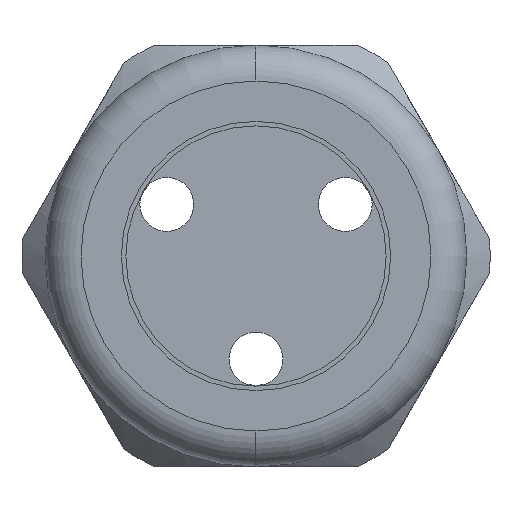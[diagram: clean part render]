
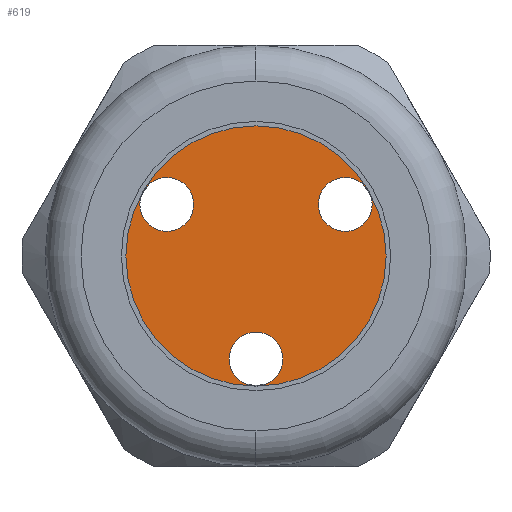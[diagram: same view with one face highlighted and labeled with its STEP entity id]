
A CAD part, left-side view. The second image highlights one B-rep face of the part: STEP entity #619.
In plain terms, the highlighted planar face has unit normal (-1, 0, 0).
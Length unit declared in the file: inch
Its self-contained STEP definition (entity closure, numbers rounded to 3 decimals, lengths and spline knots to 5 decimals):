
#582 = ORIENTED_EDGE ( 'NONE', *, *, #713, .F. ) ;
#583 = EDGE_LOOP ( 'NONE', ( #584, #640 ) ) ;
#584 = ORIENTED_EDGE ( 'NONE', *, *, #639, .F. ) ;
#585 = ORIENTED_EDGE ( 'NONE', *, *, #586, .F. ) ;
#586 = EDGE_CURVE ( 'NONE', #758, #712, #1994, .T. ) ;
#587 = ORIENTED_EDGE ( 'NONE', *, *, #757, .F. ) ;
#588 = EDGE_LOOP ( 'NONE', ( #589, #623 ) ) ;
#589 = ORIENTED_EDGE ( 'NONE', *, *, #630, .T. ) ;
#619 = ADVANCED_FACE ( 'NONE', ( #2013, #2012, #2011, #2010 ), #2076, .T. ) ;
#620 = EDGE_LOOP ( 'NONE', ( #621, #582 ) ) ;
#621 = ORIENTED_EDGE ( 'NONE', *, *, #622, .F. ) ;
#622 = EDGE_CURVE ( 'NONE', #714, #719, #2071, .T. ) ;
#623 = ORIENTED_EDGE ( 'NONE', *, *, #658, .T. ) ;
#630 = EDGE_CURVE ( 'NONE', #660, #659, #2064, .T. ) ;
#639 = EDGE_CURVE ( 'NONE', #704, #695, #2102, .T. ) ;
#640 = ORIENTED_EDGE ( 'NONE', *, *, #686, .F. ) ;
#641 = EDGE_LOOP ( 'NONE', ( #585, #587 ) ) ;
#658 = EDGE_CURVE ( 'NONE', #659, #660, #2131, .T. ) ;
#659 = VERTEX_POINT ( 'NONE', #2122 ) ;
#660 = VERTEX_POINT ( 'NONE', #2121 ) ;
#686 = EDGE_CURVE ( 'NONE', #695, #704, #2196, .T. ) ;
#695 = VERTEX_POINT ( 'NONE', #2175 ) ;
#704 = VERTEX_POINT ( 'NONE', #2229 ) ;
#712 = VERTEX_POINT ( 'NONE', #2218 ) ;
#713 = EDGE_CURVE ( 'NONE', #719, #714, #2217, .T. ) ;
#714 = VERTEX_POINT ( 'NONE', #2212 ) ;
#719 = VERTEX_POINT ( 'NONE', #2272 ) ;
#757 = EDGE_CURVE ( 'NONE', #712, #758, #2337, .T. ) ;
#758 = VERTEX_POINT ( 'NONE', #2328 ) ;
#1991 = DIRECTION ( 'NONE',  ( 0., 0., 1. ) ) ;
#1992 = DIRECTION ( 'NONE',  ( -1., 0., 0. ) ) ;
#1993 = AXIS2_PLACEMENT_3D ( 'NONE', #1998, #1992, #1991 ) ;
#1994 = CIRCLE ( 'NONE', #1993, 0.06 ) ;
#1998 = CARTESIAN_POINT ( 'NONE',  ( -1.35, 0., -0.22976 ) ) ;
#2010 = FACE_OUTER_BOUND ( 'NONE', #588, .T. ) ;
#2011 = FACE_BOUND ( 'NONE', #641, .T. ) ;
#2012 = FACE_BOUND ( 'NONE', #583, .T. ) ;
#2013 = FACE_BOUND ( 'NONE', #620, .T. ) ;
#2056 = DIRECTION ( 'NONE',  ( 0., 0., 1. ) ) ;
#2057 = DIRECTION ( 'NONE',  ( -1., 0., 0. ) ) ;
#2058 = CARTESIAN_POINT ( 'NONE',  ( -1.35, 0., 0. ) ) ;
#2059 = AXIS2_PLACEMENT_3D ( 'NONE', #2058, #2057, #2056 ) ;
#2064 = CIRCLE ( 'NONE', #2059, 0.29 ) ;
#2068 = DIRECTION ( 'NONE',  ( 0., -0.866, -0.5 ) ) ;
#2069 = DIRECTION ( 'NONE',  ( -1., 0., 0. ) ) ;
#2070 = AXIS2_PLACEMENT_3D ( 'NONE', #2077, #2069, #2068 ) ;
#2071 = CIRCLE ( 'NONE', #2070, 0.06 ) ;
#2072 = DIRECTION ( 'NONE',  ( 0., 0., 1. ) ) ;
#2073 = DIRECTION ( 'NONE',  ( -1., 0., 0. ) ) ;
#2074 = CARTESIAN_POINT ( 'NONE',  ( -1.35, 0., 0. ) ) ;
#2075 = AXIS2_PLACEMENT_3D ( 'NONE', #2074, #2073, #2072 ) ;
#2076 = PLANE ( 'NONE',  #2075 ) ;
#2077 = CARTESIAN_POINT ( 'NONE',  ( -1.35, 0.19898, 0.11488 ) ) ;
#2098 = DIRECTION ( 'NONE',  ( 0., 0.866, -0.5 ) ) ;
#2099 = DIRECTION ( 'NONE',  ( -1., 0., 0. ) ) ;
#2100 = CARTESIAN_POINT ( 'NONE',  ( -1.35, -0.19898, 0.11488 ) ) ;
#2101 = AXIS2_PLACEMENT_3D ( 'NONE', #2100, #2099, #2098 ) ;
#2102 = CIRCLE ( 'NONE', #2101, 0.06 ) ;
#2121 = CARTESIAN_POINT ( 'NONE',  ( -1.35, 0., 0.29 ) ) ;
#2122 = CARTESIAN_POINT ( 'NONE',  ( -1.35, 0., -0.29 ) ) ;
#2123 = DIRECTION ( 'NONE',  ( 0., 0., 1. ) ) ;
#2124 = DIRECTION ( 'NONE',  ( -1., 0., 0. ) ) ;
#2125 = CARTESIAN_POINT ( 'NONE',  ( -1.35, 0., 0. ) ) ;
#2126 = AXIS2_PLACEMENT_3D ( 'NONE', #2125, #2124, #2123 ) ;
#2131 = CIRCLE ( 'NONE', #2126, 0.29 ) ;
#2175 = CARTESIAN_POINT ( 'NONE',  ( -1.35, -0.19898, 0.05488 ) ) ;
#2192 = DIRECTION ( 'NONE',  ( 0., 0.866, -0.5 ) ) ;
#2193 = DIRECTION ( 'NONE',  ( -1., 0., 0. ) ) ;
#2194 = CARTESIAN_POINT ( 'NONE',  ( -1.35, -0.19898, 0.11488 ) ) ;
#2195 = AXIS2_PLACEMENT_3D ( 'NONE', #2194, #2193, #2192 ) ;
#2196 = CIRCLE ( 'NONE', #2195, 0.06 ) ;
#2212 = CARTESIAN_POINT ( 'NONE',  ( -1.35, 0.19898, 0.17488 ) ) ;
#2213 = DIRECTION ( 'NONE',  ( 0., -0.866, -0.5 ) ) ;
#2214 = DIRECTION ( 'NONE',  ( -1., 0., 0. ) ) ;
#2215 = CARTESIAN_POINT ( 'NONE',  ( -1.35, 0.19898, 0.11488 ) ) ;
#2216 = AXIS2_PLACEMENT_3D ( 'NONE', #2215, #2214, #2213 ) ;
#2217 = CIRCLE ( 'NONE', #2216, 0.06 ) ;
#2218 = CARTESIAN_POINT ( 'NONE',  ( -1.35, 0., -0.28976 ) ) ;
#2229 = CARTESIAN_POINT ( 'NONE',  ( -1.35, -0.19898, 0.17488 ) ) ;
#2272 = CARTESIAN_POINT ( 'NONE',  ( -1.35, 0.19898, 0.05488 ) ) ;
#2328 = CARTESIAN_POINT ( 'NONE',  ( -1.35, 0., -0.16976 ) ) ;
#2329 = DIRECTION ( 'NONE',  ( 0., 0., 1. ) ) ;
#2330 = DIRECTION ( 'NONE',  ( -1., 0., 0. ) ) ;
#2331 = CARTESIAN_POINT ( 'NONE',  ( -1.35, 0., -0.22976 ) ) ;
#2332 = AXIS2_PLACEMENT_3D ( 'NONE', #2331, #2330, #2329 ) ;
#2337 = CIRCLE ( 'NONE', #2332, 0.06 ) ;
